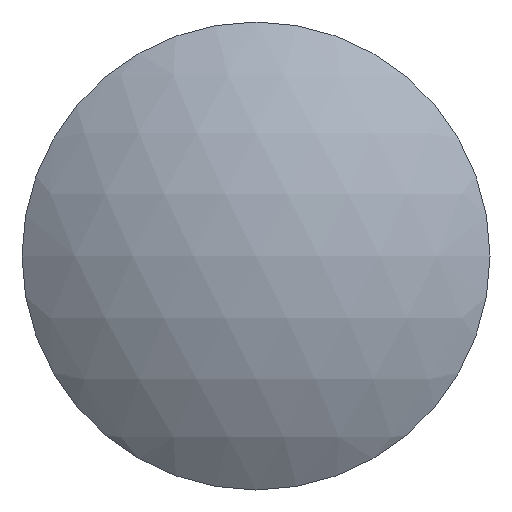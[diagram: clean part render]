
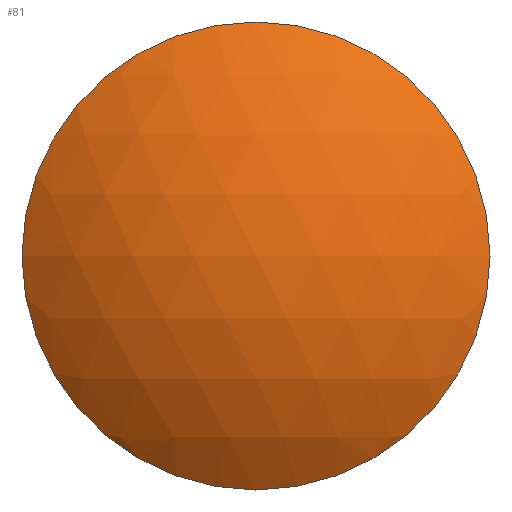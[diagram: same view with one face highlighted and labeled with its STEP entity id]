
A CAD part, front view. The second image highlights one B-rep face of the part: STEP entity #81.
In plain terms, the highlighted spherical face has radius 10 mm.
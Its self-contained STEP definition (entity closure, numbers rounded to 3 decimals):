
#81 = ADVANCED_FACE( '', ( #97 ), #98, .T. );
#97 = FACE_OUTER_BOUND( '', #116, .T. );
#98 = SPHERICAL_SURFACE( '', #117, 10. );
#116 = EDGE_LOOP( '', ( #163, #164 ) );
#117 = AXIS2_PLACEMENT_3D( '', #165, #166, #167 );
#163 = ORIENTED_EDGE( '', *, *, #183, .F. );
#164 = ORIENTED_EDGE( '', *, *, #196, .F. );
#165 = CARTESIAN_POINT( '', ( 0., 10., 0. ) );
#166 = DIRECTION( '', ( 0., 0., 1. ) );
#167 = DIRECTION( '', ( 1., 0., 0. ) );
#183 = EDGE_CURVE( '', #198, #201, #202, .T. );
#196 = EDGE_CURVE( '', #201, #198, #222, .T. );
#198 = VERTEX_POINT( '', #224 );
#201 = VERTEX_POINT( '', #228 );
#202 = CIRCLE( '', #229, 6. );
#222 = CIRCLE( '', #254, 6. );
#224 = CARTESIAN_POINT( '', ( 6., 2., 0. ) );
#228 = CARTESIAN_POINT( '', ( -6., 2., 0. ) );
#229 = AXIS2_PLACEMENT_3D( '', #257, #258, #259 );
#254 = AXIS2_PLACEMENT_3D( '', #286, #287, #288 );
#257 = CARTESIAN_POINT( '', ( 0., 2., 0. ) );
#258 = DIRECTION( '', ( 0., 1., 0. ) );
#259 = DIRECTION( '', ( 1., 0., 0. ) );
#286 = CARTESIAN_POINT( '', ( 0., 2., 0. ) );
#287 = DIRECTION( '', ( 0., 1., 0. ) );
#288 = DIRECTION( '', ( 1., 0., 0. ) );
